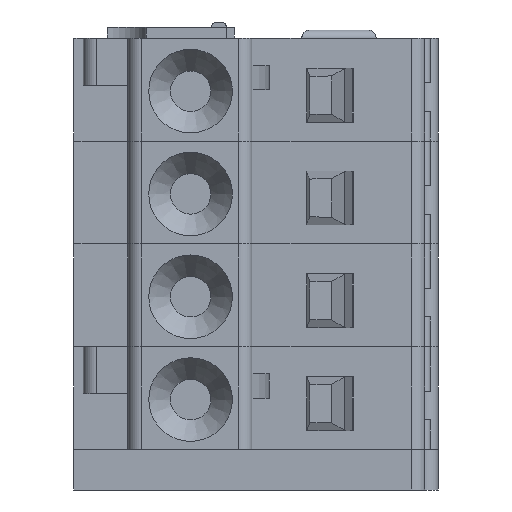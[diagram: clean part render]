
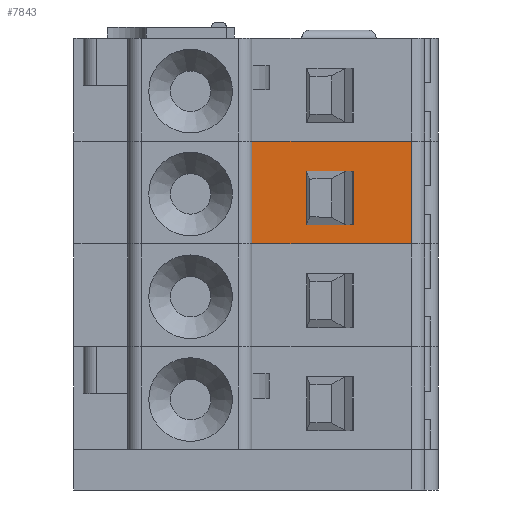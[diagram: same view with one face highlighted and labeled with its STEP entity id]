
A CAD part, left-side view. The second image highlights one B-rep face of the part: STEP entity #7843.
In plain terms, the highlighted planar face has unit normal (-1, 0, 0).
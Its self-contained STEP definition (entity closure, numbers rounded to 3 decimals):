
#1230=ORIENTED_EDGE('',*,*,#3032,.F.);
#1231=ORIENTED_EDGE('',*,*,#3029,.F.);
#1232=ORIENTED_EDGE('',*,*,#3034,.T.);
#1233=ORIENTED_EDGE('',*,*,#3035,.T.);
#1234=ORIENTED_EDGE('',*,*,#2993,.F.);
#1235=ORIENTED_EDGE('',*,*,#3087,.F.);
#1236=ORIENTED_EDGE('',*,*,#3088,.T.);
#1237=ORIENTED_EDGE('',*,*,#3079,.T.);
#2993=EDGE_CURVE('',#4016,#4017,#4835,.T.);
#3029=EDGE_CURVE('',#4043,#4044,#4865,.T.);
#3032=EDGE_CURVE('',#4044,#4045,#4868,.T.);
#3034=EDGE_CURVE('',#4043,#4046,#4870,.T.);
#3035=EDGE_CURVE('',#4046,#4045,#4871,.T.);
#3079=EDGE_CURVE('',#4070,#4017,#4910,.T.);
#3087=EDGE_CURVE('',#4074,#4016,#4916,.T.);
#3088=EDGE_CURVE('',#4074,#4070,#4917,.T.);
#4016=VERTEX_POINT('',#11812);
#4017=VERTEX_POINT('',#11814);
#4043=VERTEX_POINT('',#11882);
#4044=VERTEX_POINT('',#11884);
#4045=VERTEX_POINT('',#11888);
#4046=VERTEX_POINT('',#11892);
#4070=VERTEX_POINT('',#11980);
#4074=VERTEX_POINT('',#11997);
#4835=LINE('',#11813,#5791);
#4865=LINE('',#11883,#5821);
#4868=LINE('',#11889,#5824);
#4870=LINE('',#11893,#5826);
#4871=LINE('',#11895,#5827);
#4910=LINE('',#11979,#5866);
#4916=LINE('',#11996,#5872);
#4917=LINE('',#11998,#5873);
#5791=VECTOR('',#9424,1000.);
#5821=VECTOR('',#9480,1000.);
#5824=VECTOR('',#9485,1000.);
#5826=VECTOR('',#9489,1000.);
#5827=VECTOR('',#9492,1000.);
#5866=VECTOR('',#9575,1000.);
#5872=VECTOR('',#9595,1000.);
#5873=VECTOR('',#9596,1000.);
#6602=EDGE_LOOP('',(#1230,#1231,#1232,#1233));
#6603=EDGE_LOOP('',(#1234,#1235,#1236,#1237));
#7063=FACE_BOUND('',#6602,.T.);
#7064=FACE_BOUND('',#6603,.T.);
#7472=PLANE('',#8364);
#7843=ADVANCED_FACE('',(#7063,#7064),#7472,.T.);
#8364=AXIS2_PLACEMENT_3D('',#11995,#9593,#9594);
#9424=DIRECTION('',(0.,-1.,0.));
#9480=DIRECTION('',(0.,1.,0.));
#9485=DIRECTION('',(0.,0.,-1.));
#9489=DIRECTION('',(0.,0.,-1.));
#9492=DIRECTION('',(0.,1.,0.));
#9575=DIRECTION('',(0.,0.,1.));
#9593=DIRECTION('',(-1.,0.,0.));
#9594=DIRECTION('',(0.,0.,1.));
#9595=DIRECTION('',(0.,0.,1.));
#9596=DIRECTION('',(0.,-1.,0.));
#11812=CARTESIAN_POINT('',(-3.082,-19.028,7.91));
#11813=CARTESIAN_POINT('',(-3.082,-19.028,7.91));
#11814=CARTESIAN_POINT('',(-3.082,-24.928,7.91));
#11882=CARTESIAN_POINT('',(-3.082,-22.781,6.801));
#11883=CARTESIAN_POINT('',(-3.082,-21.378,6.801));
#11884=CARTESIAN_POINT('',(-3.082,-21.378,6.801));
#11888=CARTESIAN_POINT('',(-3.082,-21.378,4.801));
#11889=CARTESIAN_POINT('',(-3.082,-21.378,6.801));
#11892=CARTESIAN_POINT('',(-3.082,-22.781,4.801));
#11893=CARTESIAN_POINT('',(-3.082,-22.781,6.801));
#11895=CARTESIAN_POINT('',(-3.082,-21.378,4.801));
#11979=CARTESIAN_POINT('',(-3.082,-24.928,4.101));
#11980=CARTESIAN_POINT('',(-3.082,-24.928,4.101));
#11995=CARTESIAN_POINT('',(-3.082,-19.028,4.101));
#11996=CARTESIAN_POINT('',(-3.082,-19.028,4.101));
#11997=CARTESIAN_POINT('',(-3.082,-19.028,4.101));
#11998=CARTESIAN_POINT('',(-3.082,-19.028,4.101));
